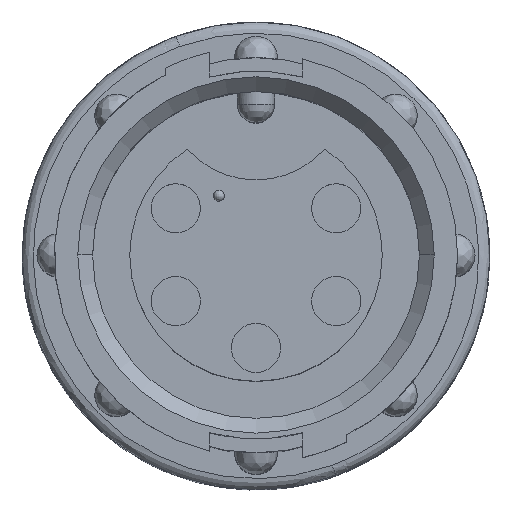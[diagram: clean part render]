
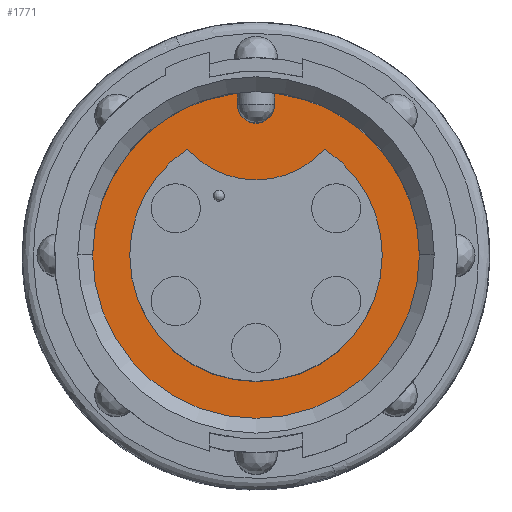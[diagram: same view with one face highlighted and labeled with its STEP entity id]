
A CAD part, top view. The second image highlights one B-rep face of the part: STEP entity #1771.
In plain terms, the highlighted planar face has unit normal (0, 0, 1).
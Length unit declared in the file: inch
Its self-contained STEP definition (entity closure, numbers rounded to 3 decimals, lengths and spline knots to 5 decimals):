
#1661 = EDGE_CURVE ( 'NONE', #9526, #9838, #11575, .T. ) ;
#1668 = EDGE_CURVE ( 'NONE', #9704, #9608, #9920, .T. ) ;
#1669 = EDGE_CURVE ( 'NONE', #9716, #9845, #11547, .T. ) ;
#1671 = EDGE_CURVE ( 'NONE', #9580, #9704, #11537, .T. ) ;
#1674 = EDGE_CURVE ( 'NONE', #9732, #9716, #11552, .T. ) ;
#1676 = EDGE_CURVE ( 'NONE', #9526, #9580, #10079, .T. ) ;
#1677 = EDGE_CURVE ( 'NONE', #9824, #9608, #11507, .T. ) ;
#1741 = EDGE_CURVE ( 'NONE', #9804, #9732, #11675, .T. ) ;
#1771 = ADVANCED_FACE ( 'NONE', ( #9736, #10019 ), #12597, .F. ) ;
#1901 = EDGE_CURVE ( 'NONE', #9838, #9824, #11508, .T. ) ;
#1907 = EDGE_CURVE ( 'NONE', #9845, #9804, #11502, .T. ) ;
#2993 = DIRECTION ( 'NONE',  ( 1., 0., 0. ) ) ;
#2994 = DIRECTION ( 'NONE',  ( 0., 0., 1. ) ) ;
#2995 = CARTESIAN_POINT ( 'NONE',  ( 0., 0., -0.33 ) ) ;
#2996 = DIRECTION ( 'NONE',  ( 0., -1., 0. ) ) ;
#2997 = CARTESIAN_POINT ( 'NONE',  ( -0.025, 0.17, -0.33 ) ) ;
#3001 = DIRECTION ( 'NONE',  ( 1., 0., 0. ) ) ;
#3002 = DIRECTION ( 'NONE',  ( 0., 0., 1. ) ) ;
#3003 = CARTESIAN_POINT ( 'NONE',  ( 0., 0., -0.33 ) ) ;
#3009 = DIRECTION ( 'NONE',  ( -1., 0., 0. ) ) ;
#3010 = DIRECTION ( 'NONE',  ( 0., 0., 1. ) ) ;
#3011 = CARTESIAN_POINT ( 'NONE',  ( 0., 0.203, -0.33 ) ) ;
#3014 = DIRECTION ( 'NONE',  ( 1., 0., 0. ) ) ;
#3015 = DIRECTION ( 'NONE',  ( 0., 0., -1. ) ) ;
#3016 = CARTESIAN_POINT ( 'NONE',  ( 0., 0.22521, -0.33 ) ) ;
#3017 = DIRECTION ( 'NONE',  ( 0., 1., 0. ) ) ;
#3018 = CARTESIAN_POINT ( 'NONE',  ( 0.025, 0.17, -0.33 ) ) ;
#3045 = DIRECTION ( 'NONE',  ( 1., 0., 0. ) ) ;
#3046 = DIRECTION ( 'NONE',  ( 0., 0., 1. ) ) ;
#3047 = CARTESIAN_POINT ( 'NONE',  ( 0., 0., -0.33 ) ) ;
#6456 = ORIENTED_EDGE ( 'NONE', *, *, #1661, .T. ) ;
#6458 = ORIENTED_EDGE ( 'NONE', *, *, #1671, .F. ) ;
#6462 = ORIENTED_EDGE ( 'NONE', *, *, #1676, .F. ) ;
#6475 = EDGE_LOOP ( 'NONE', ( #7169, #7166, #7167, #7171 ) ) ;
#6822 = EDGE_LOOP ( 'NONE', ( #6458, #6462, #6456, #7161, #7159, #7156 ) ) ;
#7156 = ORIENTED_EDGE ( 'NONE', *, *, #1668, .F. ) ;
#7159 = ORIENTED_EDGE ( 'NONE', *, *, #1677, .T. ) ;
#7161 = ORIENTED_EDGE ( 'NONE', *, *, #1901, .T. ) ;
#7166 = ORIENTED_EDGE ( 'NONE', *, *, #1674, .F. ) ;
#7167 = ORIENTED_EDGE ( 'NONE', *, *, #1741, .F. ) ;
#7169 = ORIENTED_EDGE ( 'NONE', *, *, #1669, .F. ) ;
#7171 = ORIENTED_EDGE ( 'NONE', *, *, #1907, .F. ) ;
#8201 = DIRECTION ( 'NONE',  ( 1., 0., 0. ) ) ;
#8202 = DIRECTION ( 'NONE',  ( 0., 0., 1. ) ) ;
#8203 = CARTESIAN_POINT ( 'NONE',  ( 0., 0., -0.33 ) ) ;
#8215 = DIRECTION ( 'NONE',  ( 1., 0., 0. ) ) ;
#8216 = DIRECTION ( 'NONE',  ( 0., 0., 1. ) ) ;
#8217 = CARTESIAN_POINT ( 'NONE',  ( 0., 0., -0.33 ) ) ;
#8396 = CARTESIAN_POINT ( 'NONE',  ( -0.0925, 0.14263, -0.33 ) ) ;
#8401 = CARTESIAN_POINT ( 'NONE',  ( -0.22, 0., -0.33 ) ) ;
#8408 = CARTESIAN_POINT ( 'NONE',  ( 0.22, 0., -0.33 ) ) ;
#8416 = CARTESIAN_POINT ( 'NONE',  ( -0.17, 0., -0.33 ) ) ;
#8439 = CARTESIAN_POINT ( 'NONE',  ( 0.17, 0., -0.33 ) ) ;
#8450 = CARTESIAN_POINT ( 'NONE',  ( 0.0925, 0.14263, -0.33 ) ) ;
#8459 = CARTESIAN_POINT ( 'NONE',  ( 0.025, 0.203, -0.33 ) ) ;
#8506 = CARTESIAN_POINT ( 'NONE',  ( 0.025, 0.21857, -0.33 ) ) ;
#8519 = CARTESIAN_POINT ( 'NONE',  ( -0.025, 0.203, -0.33 ) ) ;
#8542 = CARTESIAN_POINT ( 'NONE',  ( -0.025, 0.21857, -0.33 ) ) ;
#9526 = VERTEX_POINT ( 'NONE', #8542 ) ;
#9580 = VERTEX_POINT ( 'NONE', #8519 ) ;
#9608 = VERTEX_POINT ( 'NONE', #8506 ) ;
#9704 = VERTEX_POINT ( 'NONE', #8459 ) ;
#9716 = VERTEX_POINT ( 'NONE', #8450 ) ;
#9732 = VERTEX_POINT ( 'NONE', #8439 ) ;
#9736 = FACE_BOUND ( 'NONE', #6475, .T. ) ;
#9804 = VERTEX_POINT ( 'NONE', #8416 ) ;
#9824 = VERTEX_POINT ( 'NONE', #8408 ) ;
#9838 = VERTEX_POINT ( 'NONE', #8401 ) ;
#9845 = VERTEX_POINT ( 'NONE', #8396 ) ;
#9920 = LINE ( 'NONE', #3018, #11543 ) ;
#10019 = FACE_OUTER_BOUND ( 'NONE', #6822, .T. ) ;
#10079 = LINE ( 'NONE', #2997, #11500 ) ;
#11491 = AXIS2_PLACEMENT_3D ( 'NONE', #8217, #8216, #8215 ) ;
#11499 = AXIS2_PLACEMENT_3D ( 'NONE', #2995, #2994, #2993 ) ;
#11500 = VECTOR ( 'NONE', #2996, 39.37008 ) ;
#11502 = CIRCLE ( 'NONE', #11584, 0.17 ) ;
#11507 = CIRCLE ( 'NONE', #11499, 0.22 ) ;
#11508 = CIRCLE ( 'NONE', #11491, 0.22 ) ;
#11520 = AXIS2_PLACEMENT_3D ( 'NONE', #3003, #3002, #3001 ) ;
#11533 = AXIS2_PLACEMENT_3D ( 'NONE', #3011, #3010, #3009 ) ;
#11537 = CIRCLE ( 'NONE', #11533, 0.025 ) ;
#11541 = AXIS2_PLACEMENT_3D ( 'NONE', #3016, #3015, #3014 ) ;
#11543 = VECTOR ( 'NONE', #3017, 39.37008 ) ;
#11547 = CIRCLE ( 'NONE', #11541, 0.124 ) ;
#11552 = CIRCLE ( 'NONE', #11520, 0.17 ) ;
#11569 = AXIS2_PLACEMENT_3D ( 'NONE', #3047, #3046, #3045 ) ;
#11575 = CIRCLE ( 'NONE', #11569, 0.22 ) ;
#11584 = AXIS2_PLACEMENT_3D ( 'NONE', #8203, #8202, #8201 ) ;
#11615 = AXIS2_PLACEMENT_3D ( 'NONE', #12500, #12501, #11862 ) ;
#11675 = CIRCLE ( 'NONE', #11615, 0.17 ) ;
#11808 = AXIS2_PLACEMENT_3D ( 'NONE', #12596, #11977, #12598 ) ;
#11862 = DIRECTION ( 'NONE',  ( 1., 0., 0. ) ) ;
#11977 = DIRECTION ( 'NONE',  ( 0., 0., -1. ) ) ;
#12500 = CARTESIAN_POINT ( 'NONE',  ( 0., 0., -0.33 ) ) ;
#12501 = DIRECTION ( 'NONE',  ( 0., 0., 1. ) ) ;
#12596 = CARTESIAN_POINT ( 'NONE',  ( 0., 0.17, -0.33 ) ) ;
#12597 = PLANE ( 'NONE',  #11808 ) ;
#12598 = DIRECTION ( 'NONE',  ( -1., 0., 0. ) ) ;
